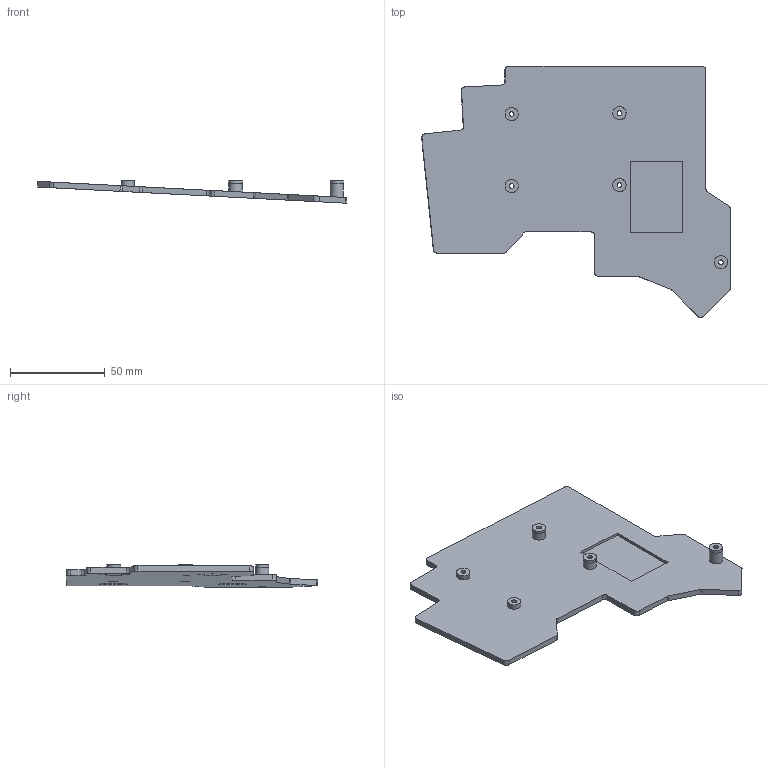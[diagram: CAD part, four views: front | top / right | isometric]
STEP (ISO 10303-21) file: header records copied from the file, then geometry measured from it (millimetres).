
FILE_DESCRIPTION(('FreeCAD Model'),'2;1');
FILE_NAME('Open CASCADE Shape Model','2025-05-10T13:17:53',(''),(''), 'Open CASCADE STEP processor 7.8','FreeCAD','Unknown');
FILE_SCHEMA(('AUTOMOTIVE_DESIGN { 1 0 10303 214 1 1 1 1 }'));
Length unit declared in the file: millimetre
Products named in the file (1): Bottom001
Bounding box: 163.29 x 132.79 x 11.83 mm (x, y, z)
Volume: 43439.4 mm3; surface area: 32969.8 mm2
Topology: 1 solids, 1 shells, 94 faces, 226 edges, 149 vertices
Faces by surface type: plane 49, cylinder 45
Full cylindrical faces by diameter (mm): 2.5 x5, 5 x7, 5.002 x1, 5.004 x2, 7 x9, 16 x4
Entity records: 3846 total; most frequent: CARTESIAN_POINT 1524, DIRECTION 509, ORIENTED_EDGE 452, EDGE_CURVE 226, AXIS2_PLACEMENT_3D 201, VERTEX_POINT 149, FACE_BOUND 119, EDGE_LOOP 119
